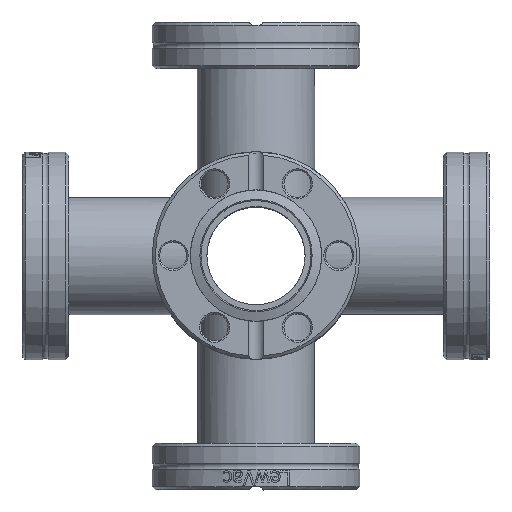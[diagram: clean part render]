
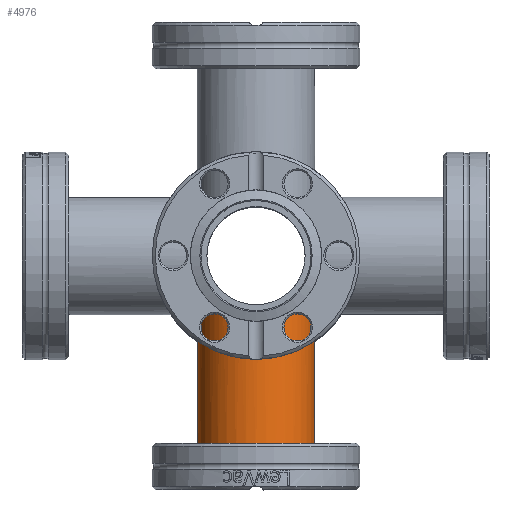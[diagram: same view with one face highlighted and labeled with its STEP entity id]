
A CAD part, top view. The second image highlights one B-rep face of the part: STEP entity #4976.
In plain terms, the highlighted cylindrical face has radius 9.55 mm (diameter 19.1 mm), a full revolution.
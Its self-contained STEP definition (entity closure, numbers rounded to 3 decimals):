
#217=ELLIPSE('',#5523,13.506,9.55);
#219=ELLIPSE('',#5526,13.506,9.55);
#222=ELLIPSE('',#5529,13.506,9.55);
#223=ELLIPSE('',#5532,13.506,9.55);
#224=ELLIPSE('',#5533,13.506,9.55);
#455=CYLINDRICAL_SURFACE('',#5530,9.55);
#868=FACE_OUTER_BOUND('',#1182,.T.);
#1182=EDGE_LOOP('',(#4650,#4651,#4652,#4653,#4654,#4655,#4656,#4657));
#1473=LINE('',#11597,#1760);
#1760=VECTOR('',#6742,9.55);
#1967=CIRCLE('',#5531,9.55);
#2450=VERTEX_POINT('',#11573);
#2451=VERTEX_POINT('',#11574);
#2454=VERTEX_POINT('',#11582);
#2455=VERTEX_POINT('',#11583);
#2459=VERTEX_POINT('',#11591);
#2460=VERTEX_POINT('',#11595);
#3182=EDGE_CURVE('',#2450,#2451,#217,.T.);
#3186=EDGE_CURVE('',#2454,#2455,#219,.T.);
#3191=EDGE_CURVE('',#2455,#2459,#222,.T.);
#3192=EDGE_CURVE('',#2460,#2460,#1967,.T.);
#3193=EDGE_CURVE('',#2460,#2455,#1473,.T.);
#3194=EDGE_CURVE('',#2459,#2450,#223,.T.);
#3195=EDGE_CURVE('',#2451,#2454,#224,.T.);
#4650=ORIENTED_EDGE('',*,*,#3192,.F.);
#4651=ORIENTED_EDGE('',*,*,#3193,.T.);
#4652=ORIENTED_EDGE('',*,*,#3191,.T.);
#4653=ORIENTED_EDGE('',*,*,#3194,.T.);
#4654=ORIENTED_EDGE('',*,*,#3182,.T.);
#4655=ORIENTED_EDGE('',*,*,#3195,.T.);
#4656=ORIENTED_EDGE('',*,*,#3186,.T.);
#4657=ORIENTED_EDGE('',*,*,#3193,.F.);
#4976=ADVANCED_FACE('',(#868),#455,.T.);
#5523=AXIS2_PLACEMENT_3D('',#11575,#6720,#6721);
#5526=AXIS2_PLACEMENT_3D('',#11584,#6728,#6729);
#5529=AXIS2_PLACEMENT_3D('',#11593,#6736,#6737);
#5530=AXIS2_PLACEMENT_3D('',#11594,#6738,#6739);
#5531=AXIS2_PLACEMENT_3D('',#11596,#6740,#6741);
#5532=AXIS2_PLACEMENT_3D('',#11598,#6743,#6744);
#5533=AXIS2_PLACEMENT_3D('',#11599,#6745,#6746);
#6720=DIRECTION('center_axis',(0.707,0.,-0.707));
#6721=DIRECTION('ref_axis',(-0.707,0.,-0.707));
#6728=DIRECTION('center_axis',(-0.707,0.,
-0.707));
#6729=DIRECTION('ref_axis',(-0.707,0.,0.707));
#6736=DIRECTION('center_axis',(-0.707,0.,
-0.707));
#6737=DIRECTION('ref_axis',(-0.707,0.,0.707));
#6738=DIRECTION('center_axis',(0.,0.,-1.));
#6739=DIRECTION('ref_axis',(-1.,0.,0.));
#6740=DIRECTION('center_axis',(0.,0.,-1.));
#6741=DIRECTION('ref_axis',(-1.,0.,0.));
#6742=DIRECTION('',(0.,0.,1.));
#6743=DIRECTION('center_axis',(0.,0.707,-0.707));
#6744=DIRECTION('ref_axis',(0.,0.707,0.707));
#6745=DIRECTION('center_axis',(0.,-0.707,
-0.707));
#6746=DIRECTION('ref_axis',(0.,0.707,-0.707));
#11573=CARTESIAN_POINT('',(-6.753,-6.753,-6.753));
#11574=CARTESIAN_POINT('',(-6.753,6.753,-6.753));
#11575=CARTESIAN_POINT('Origin',(0.,0.,0.));
#11582=CARTESIAN_POINT('',(6.753,6.753,-6.753));
#11583=CARTESIAN_POINT('',(9.55,0.,-9.55));
#11584=CARTESIAN_POINT('Origin',(0.,0.,0.));
#11591=CARTESIAN_POINT('',(6.753,-6.753,-6.753));
#11593=CARTESIAN_POINT('Origin',(0.,0.,0.));
#11594=CARTESIAN_POINT('Origin',(0.,0.,0.));
#11595=CARTESIAN_POINT('',(9.55,0.,-33.7));
#11596=CARTESIAN_POINT('Origin',(0.,0.,-33.7));
#11597=CARTESIAN_POINT('',(9.55,0.,0.));
#11598=CARTESIAN_POINT('Origin',(0.,0.,0.));
#11599=CARTESIAN_POINT('Origin',(0.,0.,0.));
